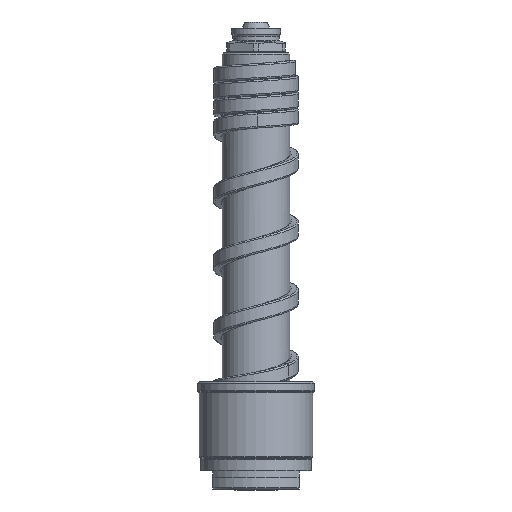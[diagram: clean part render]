
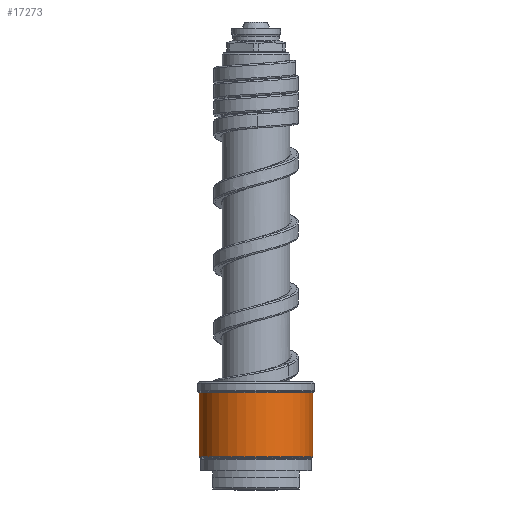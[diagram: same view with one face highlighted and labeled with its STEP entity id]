
A CAD part, front view. The second image highlights one B-rep face of the part: STEP entity #17273.
In plain terms, the highlighted cylindrical face has radius 18.5 mm (diameter 37 mm), a partial arc.
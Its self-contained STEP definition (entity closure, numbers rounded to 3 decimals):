
#6741=CARTESIAN_POINT('',(0.,0.,10.583));
#6742=DIRECTION('',(0.,0.,1.));
#6743=DIRECTION('',(-1.,0.,0.));
#6744=AXIS2_PLACEMENT_3D('',#6741,#6742,#6743);
#6746=DIRECTION('',(0.,0.,-1.));
#6747=VECTOR('',#6746,20.834);
#6748=CARTESIAN_POINT('',(-18.5,0.,31.417));
#6749=LINE('',#6748,#6747);
#6750=CARTESIAN_POINT('',(0.,0.,31.417));
#6751=DIRECTION('',(0.,0.,1.));
#6752=DIRECTION('',(-1.,0.,0.));
#6753=AXIS2_PLACEMENT_3D('',#6750,#6751,#6752);
#6755=DIRECTION('',(0.,0.,-1.));
#6756=VECTOR('',#6755,20.834);
#6757=CARTESIAN_POINT('',(18.5,0.,31.417));
#6758=LINE('',#6757,#6756);
#7095=CARTESIAN_POINT('',(18.5,0.,31.417));
#7096=CARTESIAN_POINT('',(-18.5,0.,31.417));
#7097=VERTEX_POINT('',#7095);
#7098=VERTEX_POINT('',#7096);
#7121=CARTESIAN_POINT('',(18.5,0.,10.583));
#7122=VERTEX_POINT('',#7121);
#7123=CARTESIAN_POINT('',(-18.5,0.,10.583));
#7124=VERTEX_POINT('',#7123);
#17261=CARTESIAN_POINT('',(0.,0.,8.75));
#17262=DIRECTION('',(0.,0.,1.));
#17263=DIRECTION('',(-1.,0.,0.));
#17264=AXIS2_PLACEMENT_3D('',#17261,#17262,#17263);
#17265=CYLINDRICAL_SURFACE('',#17264,18.5);
#17266=ORIENTED_EDGE('',*,*,#15406,.F.);
#17267=ORIENTED_EDGE('',*,*,#15387,.F.);
#17269=ORIENTED_EDGE('',*,*,#17268,.T.);
#17270=ORIENTED_EDGE('',*,*,#15383,.T.);
#17271=EDGE_LOOP('',(#17266,#17267,#17269,#17270));
#17272=FACE_OUTER_BOUND('',#17271,.F.);
#6745=CIRCLE('',#6744,18.5);
#6754=CIRCLE('',#6753,18.5);
#15383=EDGE_CURVE('',#7097,#7122,#6758,.T.);
#15387=EDGE_CURVE('',#7098,#7124,#6749,.T.);
#15406=EDGE_CURVE('',#7124,#7122,#6745,.T.);
#17268=EDGE_CURVE('',#7098,#7097,#6754,.T.);
#17273=ADVANCED_FACE('',(#17272),#17265,.T.);
